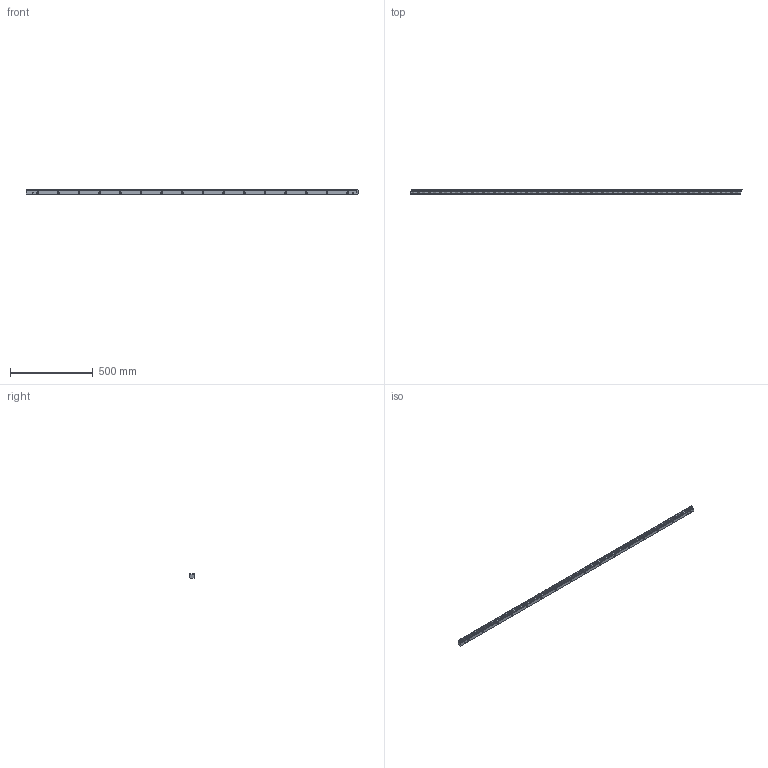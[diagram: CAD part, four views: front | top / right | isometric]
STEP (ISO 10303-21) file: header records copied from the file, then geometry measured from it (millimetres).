
FILE_DESCRIPTION(('STEP AP214'),'1');
FILE_NAME('145-020-220.stp','2017-05-26T07:03:46',('TraceParts'),('TraceParts S.A.'),'Spatial InterOp 3D',' ',' ');
FILE_SCHEMA(('automotive_design'));
Length unit declared in the file: millimetre
Products named in the file (1): 145-020-220
Bounding box: 2008.27 x 25 x 24.75 mm (x, y, z)
Volume: 1104210.4 mm3; surface area: 249108.9 mm2
Topology: 1 solids, 1 shells, 1291 faces, 3819 edges, 2546 vertices
Faces by surface type: plane 1223, cylinder 68
Entity records: 52754 total; most frequent: CARTESIAN_POINT 7657, ORIENTED_EDGE 7638, DIRECTION 6539, EDGE_CURVE 3819, LINE 3683, VECTOR 3683, VERTEX_POINT 2546, AXIS2_PLACEMENT_3D 1428
